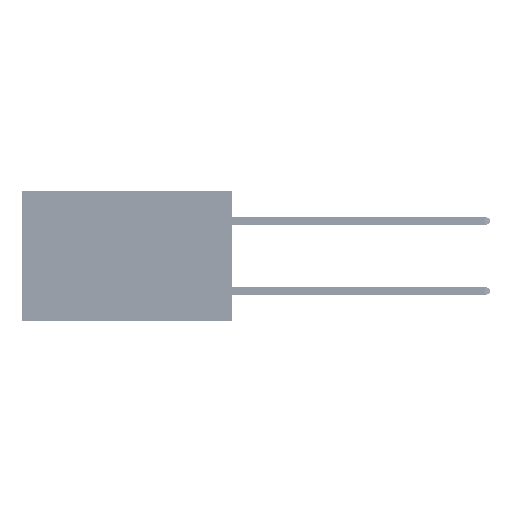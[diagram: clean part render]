
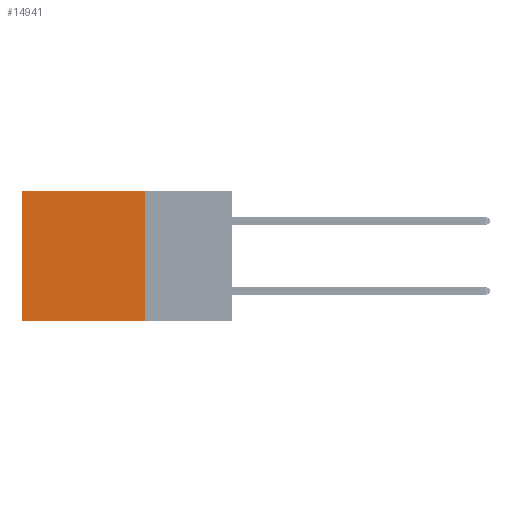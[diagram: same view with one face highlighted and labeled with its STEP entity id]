
A CAD part, left-side view. The second image highlights one B-rep face of the part: STEP entity #14941.
In plain terms, the highlighted planar face has unit normal (-1, 0, 0).
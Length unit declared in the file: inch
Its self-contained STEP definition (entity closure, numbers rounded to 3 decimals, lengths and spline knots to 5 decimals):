
#942 = CARTESIAN_POINT ( 'NONE',  ( 0.2875, 0.25, -0.37 ) ) ;
#1292 = VECTOR ( 'NONE', #22955, 39.37008 ) ;
#3557 = CARTESIAN_POINT ( 'NONE',  ( 0.2875, 0.6, -0.37 ) ) ;
#3563 = FACE_OUTER_BOUND ( 'NONE', #10431, .T. ) ;
#4560 = VERTEX_POINT ( 'NONE', #52312 ) ;
#4692 = DIRECTION ( 'NONE',  ( 0., 1., 0. ) ) ;
#5818 = CARTESIAN_POINT ( 'NONE',  ( 0.2875, 0.25, 0. ) ) ;
#7894 = CARTESIAN_POINT ( 'NONE',  ( 0.2875, 0.6, 0. ) ) ;
#9942 = EDGE_CURVE ( 'NONE', #4560, #38151, #28263, .T. ) ;
#10220 = VERTEX_POINT ( 'NONE', #15103 ) ;
#10431 = EDGE_LOOP ( 'NONE', ( #34858, #32754, #24290, #33765 ) ) ;
#13391 = DIRECTION ( 'NONE',  ( 0., 1., 0. ) ) ;
#14941 = ADVANCED_FACE ( 'NONE', ( #3563 ), #24989, .F. ) ;
#15103 = CARTESIAN_POINT ( 'NONE',  ( 0.2875, 0.25, -0.37 ) ) ;
#15373 = CARTESIAN_POINT ( 'NONE',  ( 0.2875, 0.25, 0. ) ) ;
#18928 = LINE ( 'NONE', #5818, #1292 ) ;
#20493 = DIRECTION ( 'NONE',  ( 0., 0., -1. ) ) ;
#22211 = CARTESIAN_POINT ( 'NONE',  ( 0.2875, 0.25, 0. ) ) ;
#22797 = AXIS2_PLACEMENT_3D ( 'NONE', #36270, #40816, #24729 ) ;
#22955 = DIRECTION ( 'NONE',  ( 0., 0., -1. ) ) ;
#23363 = EDGE_CURVE ( 'NONE', #49120, #10220, #18928, .T. ) ;
#24290 = ORIENTED_EDGE ( 'NONE', *, *, #23363, .F. ) ;
#24729 = DIRECTION ( 'NONE',  ( 0., 0., -1. ) ) ;
#24989 = PLANE ( 'NONE',  #22797 ) ;
#27700 = VECTOR ( 'NONE', #4692, 39.37008 ) ;
#28263 = LINE ( 'NONE', #7894, #37151 ) ;
#32384 = EDGE_CURVE ( 'NONE', #49120, #4560, #34017, .T. ) ;
#32754 = ORIENTED_EDGE ( 'NONE', *, *, #39215, .F. ) ;
#33765 = ORIENTED_EDGE ( 'NONE', *, *, #32384, .T. ) ;
#34017 = LINE ( 'NONE', #22211, #40330 ) ;
#34858 = ORIENTED_EDGE ( 'NONE', *, *, #9942, .T. ) ;
#36270 = CARTESIAN_POINT ( 'NONE',  ( 0.2875, 0.25, 0. ) ) ;
#37151 = VECTOR ( 'NONE', #20493, 39.37008 ) ;
#38151 = VERTEX_POINT ( 'NONE', #3557 ) ;
#39215 = EDGE_CURVE ( 'NONE', #10220, #38151, #42200, .T. ) ;
#40330 = VECTOR ( 'NONE', #13391, 39.37008 ) ;
#40816 = DIRECTION ( 'NONE',  ( 1., 0., 0. ) ) ;
#42200 = LINE ( 'NONE', #942, #27700 ) ;
#49120 = VERTEX_POINT ( 'NONE', #15373 ) ;
#52312 = CARTESIAN_POINT ( 'NONE',  ( 0.2875, 0.6, 0. ) ) ;
